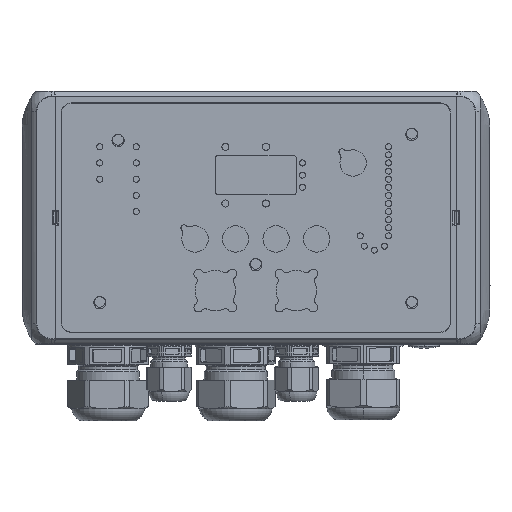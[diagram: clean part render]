
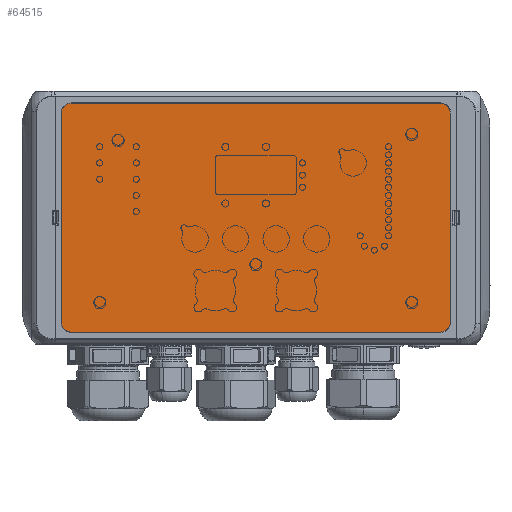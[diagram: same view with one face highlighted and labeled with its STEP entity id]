
A CAD part, top view. The second image highlights one B-rep face of the part: STEP entity #64515.
In plain terms, the highlighted planar face has unit normal (0, 0, 1).
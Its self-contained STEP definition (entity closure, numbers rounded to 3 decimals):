
#4799 = ORIENTED_EDGE ( 'NONE', *, *, #212818, .T. ) ;
#4835 = DIRECTION ( 'NONE',  ( 0., 0., -1. ) ) ;
#5580 = CARTESIAN_POINT ( 'NONE',  ( -82.329, 76.779, 40.742 ) ) ;
#8535 = CARTESIAN_POINT ( 'NONE',  ( -87.329, 76.779, 40.742 ) ) ;
#8710 = CARTESIAN_POINT ( 'NONE',  ( 99.671, -26.221, 40.742 ) ) ;
#14831 = FACE_OUTER_BOUND ( 'NONE', #142669, .T. ) ;
#14990 = CARTESIAN_POINT ( 'NONE',  ( 8.671, -31.221, 40.742 ) ) ;
#16229 = LINE ( 'NONE', #145785, #29811 ) ;
#17234 = DIRECTION ( 'NONE',  ( 1., 0., 0. ) ) ;
#22056 = CARTESIAN_POINT ( 'NONE',  ( 104.671, -26.221, 40.742 ) ) ;
#22284 = CARTESIAN_POINT ( 'NONE',  ( 104.671, 76.779, 40.742 ) ) ;
#22814 = ORIENTED_EDGE ( 'NONE', *, *, #161306, .T. ) ;
#22992 = VERTEX_POINT ( 'NONE', #78874 ) ;
#23823 = CIRCLE ( 'NONE', #25638, 5. ) ;
#25638 = AXIS2_PLACEMENT_3D ( 'NONE', #205459, #48917, #203230 ) ;
#26749 = VERTEX_POINT ( 'NONE', #126233 ) ;
#27605 = CARTESIAN_POINT ( 'NONE',  ( 8.671, 81.779, 40.742 ) ) ;
#29811 = VECTOR ( 'NONE', #39880, 1000. ) ;
#39872 = EDGE_CURVE ( 'NONE', #45377, #217211, #155949, .T. ) ;
#39880 = DIRECTION ( 'NONE',  ( 0., 1., 0. ) ) ;
#45377 = VERTEX_POINT ( 'NONE', #126427 ) ;
#46318 = DIRECTION ( 'NONE',  ( 0., -1., 0. ) ) ;
#46354 = ORIENTED_EDGE ( 'NONE', *, *, #165313, .T. ) ;
#48917 = DIRECTION ( 'NONE',  ( 0., 0., 1. ) ) ;
#57235 = CARTESIAN_POINT ( 'NONE',  ( -82.329, 81.779, 40.742 ) ) ;
#60522 = LINE ( 'NONE', #27605, #137353 ) ;
#64150 = VERTEX_POINT ( 'NONE', #57235 ) ;
#64513 = AXIS2_PLACEMENT_3D ( 'NONE', #136880, #207462, #136124 ) ;
#64515 = ADVANCED_FACE ( 'NONE', ( #14831 ), #225776, .T. ) ;
#65458 = CARTESIAN_POINT ( 'NONE',  ( -82.329, -31.221, 40.742 ) ) ;
#70086 = CIRCLE ( 'NONE', #64513, 5. ) ;
#77176 = EDGE_CURVE ( 'NONE', #216036, #64150, #124818, .T. ) ;
#77836 = AXIS2_PLACEMENT_3D ( 'NONE', #5580, #4835, #217188 ) ;
#78874 = CARTESIAN_POINT ( 'NONE',  ( -87.329, -26.221, 40.742 ) ) ;
#79236 = DIRECTION ( 'NONE',  ( 0., 0., 1. ) ) ;
#82985 = LINE ( 'NONE', #14990, #217450 ) ;
#88618 = EDGE_CURVE ( 'NONE', #212087, #45377, #82985, .T. ) ;
#89895 = ORIENTED_EDGE ( 'NONE', *, *, #183671, .T. ) ;
#102881 = ORIENTED_EDGE ( 'NONE', *, *, #77176, .F. ) ;
#104012 = LINE ( 'NONE', #203634, #200204 ) ;
#112842 = DIRECTION ( 'NONE',  ( -1., 0., 0. ) ) ;
#124456 = VERTEX_POINT ( 'NONE', #22284 ) ;
#124818 = CIRCLE ( 'NONE', #77836, 5. ) ;
#126233 = CARTESIAN_POINT ( 'NONE',  ( 99.671, 81.779, 40.742 ) ) ;
#126427 = CARTESIAN_POINT ( 'NONE',  ( 99.671, -31.221, 40.742 ) ) ;
#128693 = AXIS2_PLACEMENT_3D ( 'NONE', #138407, #224257, #17234 ) ;
#136124 = DIRECTION ( 'NONE',  ( 1., 0., 0. ) ) ;
#136880 = CARTESIAN_POINT ( 'NONE',  ( 99.671, 76.779, 40.742 ) ) ;
#137353 = VECTOR ( 'NONE', #112842, 1000. ) ;
#138407 = CARTESIAN_POINT ( 'NONE',  ( -87.339, -31.231, 40.742 ) ) ;
#142669 = EDGE_LOOP ( 'NONE', ( #4799, #184170, #22814, #102881, #89895, #46354, #207134, #220380 ) ) ;
#145785 = CARTESIAN_POINT ( 'NONE',  ( 104.671, 25.279, 40.742 ) ) ;
#152361 = DIRECTION ( 'NONE',  ( 1., 0., 0. ) ) ;
#155949 = CIRCLE ( 'NONE', #167651, 5. ) ;
#161306 = EDGE_CURVE ( 'NONE', #26749, #64150, #60522, .T. ) ;
#165313 = EDGE_CURVE ( 'NONE', #22992, #212087, #23823, .T. ) ;
#167651 = AXIS2_PLACEMENT_3D ( 'NONE', #8710, #79236, #185835 ) ;
#183671 = EDGE_CURVE ( 'NONE', #216036, #22992, #104012, .T. ) ;
#184170 = ORIENTED_EDGE ( 'NONE', *, *, #206495, .T. ) ;
#185835 = DIRECTION ( 'NONE',  ( 1., 0., 0. ) ) ;
#200204 = VECTOR ( 'NONE', #46318, 1000. ) ;
#203230 = DIRECTION ( 'NONE',  ( 1., 0., 0. ) ) ;
#203634 = CARTESIAN_POINT ( 'NONE',  ( -87.329, 25.279, 40.742 ) ) ;
#205459 = CARTESIAN_POINT ( 'NONE',  ( -82.329, -26.221, 40.742 ) ) ;
#206495 = EDGE_CURVE ( 'NONE', #124456, #26749, #70086, .T. ) ;
#207134 = ORIENTED_EDGE ( 'NONE', *, *, #88618, .T. ) ;
#207462 = DIRECTION ( 'NONE',  ( 0., 0., 1. ) ) ;
#212087 = VERTEX_POINT ( 'NONE', #65458 ) ;
#212818 = EDGE_CURVE ( 'NONE', #217211, #124456, #16229, .T. ) ;
#216036 = VERTEX_POINT ( 'NONE', #8535 ) ;
#217188 = DIRECTION ( 'NONE',  ( 1., 0., 0. ) ) ;
#217211 = VERTEX_POINT ( 'NONE', #22056 ) ;
#217450 = VECTOR ( 'NONE', #152361, 1000. ) ;
#220380 = ORIENTED_EDGE ( 'NONE', *, *, #39872, .T. ) ;
#224257 = DIRECTION ( 'NONE',  ( 0., 0., 1. ) ) ;
#225776 = PLANE ( 'NONE',  #128693 ) ;
